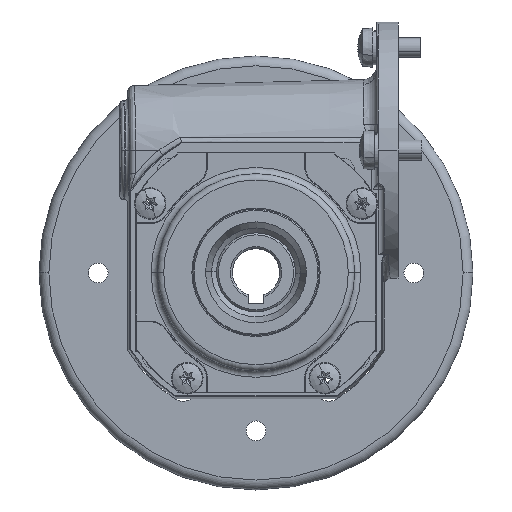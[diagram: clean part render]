
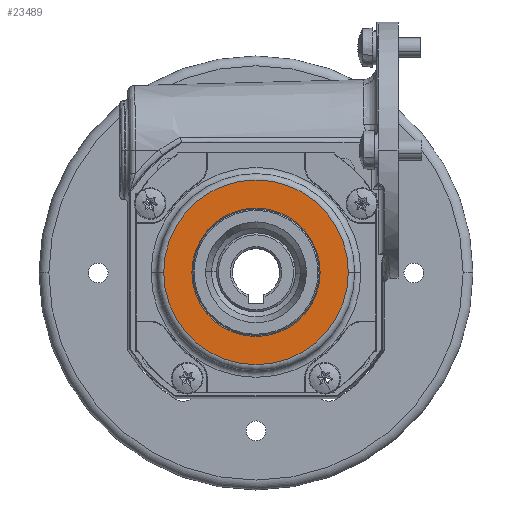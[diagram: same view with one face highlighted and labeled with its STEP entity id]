
A CAD part, top view. The second image highlights one B-rep face of the part: STEP entity #23489.
In plain terms, the highlighted planar face has unit normal (0, 0, 1).
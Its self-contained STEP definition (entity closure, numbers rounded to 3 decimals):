
#1986 = CARTESIAN_POINT ( 'NONE',  ( 0., -31., 30.5 ) ) ;
#1987 = DIRECTION ( 'NONE',  ( 0., 0., -1. ) ) ;
#1988 = DIRECTION ( 'NONE',  ( -1., 0., 0. ) ) ;
#1991 = CARTESIAN_POINT ( 'NONE',  ( 0., -31., 30.5 ) ) ;
#1992 = DIRECTION ( 'NONE',  ( 0., 0., 1. ) ) ;
#1993 = DIRECTION ( 'NONE',  ( -1., 0., 0. ) ) ;
#2557 = CIRCLE ( 'NONE', #6308, 16.264 ) ;
#2558 = CIRCLE ( 'NONE', #6305, 23.4 ) ;
#3699 = VERTEX_POINT ( 'NONE', #11993 ) ;
#3701 = VERTEX_POINT ( 'NONE', #11995 ) ;
#3702 = VERTEX_POINT ( 'NONE', #11996 ) ;
#3703 = VERTEX_POINT ( 'NONE', #11997 ) ;
#5149 = AXIS2_PLACEMENT_3D ( 'NONE', #11071, #11089, #11091 ) ;
#5602 = AXIS2_PLACEMENT_3D ( 'NONE', #20777, #20778, #20779 ) ;
#5603 = AXIS2_PLACEMENT_3D ( 'NONE', #20773, #20774, #20775 ) ;
#6305 = AXIS2_PLACEMENT_3D ( 'NONE', #1991, #1992, #1993 ) ;
#6308 = AXIS2_PLACEMENT_3D ( 'NONE', #1986, #1987, #1988 ) ;
#8019 = EDGE_CURVE ( 'NONE', #3701, #3702, #2557, .T. ) ;
#8021 = EDGE_CURVE ( 'NONE', #3699, #3703, #2558, .T. ) ;
#11071 = CARTESIAN_POINT ( 'NONE',  ( 0., -6., 30.5 ) ) ;
#11079 = PLANE ( 'NONE',  #5149 ) ;
#11089 = DIRECTION ( 'NONE',  ( 0., 0., -1. ) ) ;
#11091 = DIRECTION ( 'NONE',  ( -1., 0., 0. ) ) ;
#11993 = CARTESIAN_POINT ( 'NONE',  ( 23.4, -31., 30.5 ) ) ;
#11995 = CARTESIAN_POINT ( 'NONE',  ( 16.264, -31., 30.5 ) ) ;
#11996 = CARTESIAN_POINT ( 'NONE',  ( -16.264, -31., 30.5 ) ) ;
#11997 = CARTESIAN_POINT ( 'NONE',  ( -23.4, -31., 30.5 ) ) ;
#14617 = CIRCLE ( 'NONE', #5603, 16.264 ) ;
#14619 = CIRCLE ( 'NONE', #5602, 23.4 ) ;
#16641 = EDGE_CURVE ( 'NONE', #3702, #3701, #14617, .T. ) ;
#16647 = EDGE_CURVE ( 'NONE', #3703, #3699, #14619, .T. ) ;
#18151 = FACE_BOUND ( 'NONE', #27256, .T. ) ;
#18154 = FACE_OUTER_BOUND ( 'NONE', #27249, .T. ) ;
#19777 = ORIENTED_EDGE ( 'NONE', *, *, #8019, .T. ) ;
#19778 = ORIENTED_EDGE ( 'NONE', *, *, #16647, .T. ) ;
#19781 = ORIENTED_EDGE ( 'NONE', *, *, #8021, .T. ) ;
#19785 = ORIENTED_EDGE ( 'NONE', *, *, #16641, .T. ) ;
#20773 = CARTESIAN_POINT ( 'NONE',  ( 0., -31., 30.5 ) ) ;
#20774 = DIRECTION ( 'NONE',  ( 0., 0., -1. ) ) ;
#20775 = DIRECTION ( 'NONE',  ( -1., 0., 0. ) ) ;
#20777 = CARTESIAN_POINT ( 'NONE',  ( 0., -31., 30.5 ) ) ;
#20778 = DIRECTION ( 'NONE',  ( 0., 0., 1. ) ) ;
#20779 = DIRECTION ( 'NONE',  ( -1., 0., 0. ) ) ;
#23489 = ADVANCED_FACE ( 'NONE', ( #18151, #18154 ), #11079, .F. ) ;
#27249 = EDGE_LOOP ( 'NONE', ( #19778, #19781 ) ) ;
#27256 = EDGE_LOOP ( 'NONE', ( #19777, #19785 ) ) ;
